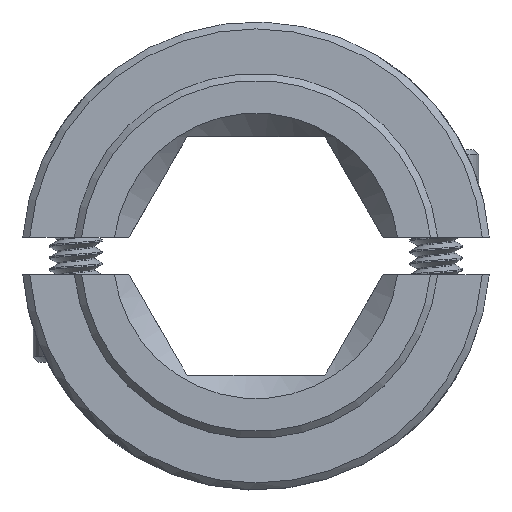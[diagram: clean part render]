
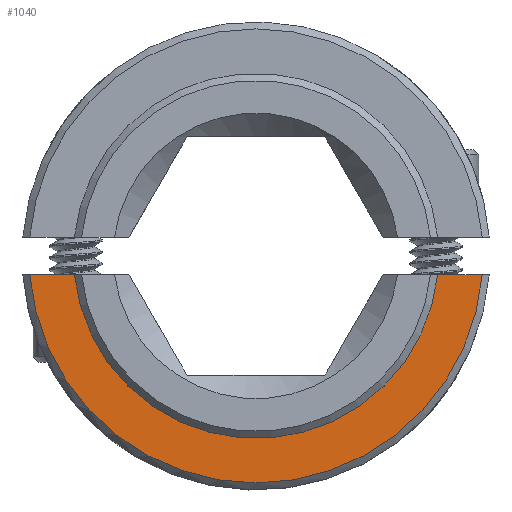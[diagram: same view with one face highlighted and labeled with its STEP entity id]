
A CAD part, top view. The second image highlights one B-rep face of the part: STEP entity #1040.
In plain terms, the highlighted planar face has unit normal (0, 0, 1).
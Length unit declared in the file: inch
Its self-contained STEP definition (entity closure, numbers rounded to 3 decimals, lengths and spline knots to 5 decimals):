
#315 = DIRECTION ( 'NONE',  ( 0., 0., -1. ) ) ;
#436 = PLANE ( 'NONE',  #2839 ) ;
#574 = ORIENTED_EDGE ( 'NONE', *, *, #4364, .T. ) ;
#581 = EDGE_CURVE ( 'NONE', #2161, #836, #2309, .T. ) ;
#767 = CARTESIAN_POINT ( 'NONE',  ( 0.5, 0.04, 0.235 ) ) ;
#808 = LINE ( 'NONE', #2548, #2372 ) ;
#836 = VERTEX_POINT ( 'NONE', #3553 ) ;
#904 = FACE_OUTER_BOUND ( 'NONE', #1196, .T. ) ;
#1040 = ADVANCED_FACE ( 'NONE', ( #904 ), #436, .T. ) ;
#1196 = EDGE_LOOP ( 'NONE', ( #1508, #2240, #574, #1512 ) ) ;
#1243 = CARTESIAN_POINT ( 'NONE',  ( 0., 0., 0.235 ) ) ;
#1263 = CARTESIAN_POINT ( 'NONE',  ( 0.48335, 0.04, 0.235 ) ) ;
#1508 = ORIENTED_EDGE ( 'NONE', *, *, #3430, .T. ) ;
#1512 = ORIENTED_EDGE ( 'NONE', *, *, #581, .T. ) ;
#1574 = DIRECTION ( 'NONE',  ( 1., 0., 0. ) ) ;
#2161 = VERTEX_POINT ( 'NONE', #3305 ) ;
#2235 = CARTESIAN_POINT ( 'NONE',  ( 0., 0., 0.235 ) ) ;
#2240 = ORIENTED_EDGE ( 'NONE', *, *, #4150, .T. ) ;
#2309 = CIRCLE ( 'NONE', #5578, 0.39 ) ;
#2372 = VECTOR ( 'NONE', #3441, 39.37008 ) ;
#2548 = CARTESIAN_POINT ( 'NONE',  ( 0.5, 0.04, 0.235 ) ) ;
#2584 = DIRECTION ( 'NONE',  ( 1., 0., 0. ) ) ;
#2839 = AXIS2_PLACEMENT_3D ( 'NONE', #2235, #3126, #3572 ) ;
#2959 = VERTEX_POINT ( 'NONE', #1263 ) ;
#3115 = DIRECTION ( 'NONE',  ( 0., 0., 1. ) ) ;
#3126 = DIRECTION ( 'NONE',  ( 0., 0., 1. ) ) ;
#3305 = CARTESIAN_POINT ( 'NONE',  ( -0.38794, 0.04, 0.235 ) ) ;
#3430 = EDGE_CURVE ( 'NONE', #836, #2959, #808, .T. ) ;
#3441 = DIRECTION ( 'NONE',  ( 1., 0., 0. ) ) ;
#3453 = LINE ( 'NONE', #767, #5475 ) ;
#3553 = CARTESIAN_POINT ( 'NONE',  ( 0.38794, 0.04, 0.235 ) ) ;
#3572 = DIRECTION ( 'NONE',  ( 1., 0., 0. ) ) ;
#4014 = CARTESIAN_POINT ( 'NONE',  ( 0., 0., 0.235 ) ) ;
#4150 = EDGE_CURVE ( 'NONE', #2959, #4448, #4330, .T. ) ;
#4330 = CIRCLE ( 'NONE', #4785, 0.485 ) ;
#4364 = EDGE_CURVE ( 'NONE', #4448, #2161, #3453, .T. ) ;
#4448 = VERTEX_POINT ( 'NONE', #5159 ) ;
#4785 = AXIS2_PLACEMENT_3D ( 'NONE', #4014, #3115, #4869 ) ;
#4869 = DIRECTION ( 'NONE',  ( 1., 0., 0. ) ) ;
#5159 = CARTESIAN_POINT ( 'NONE',  ( -0.48335, 0.04, 0.235 ) ) ;
#5475 = VECTOR ( 'NONE', #2584, 39.37008 ) ;
#5578 = AXIS2_PLACEMENT_3D ( 'NONE', #1243, #315, #1574 ) ;
